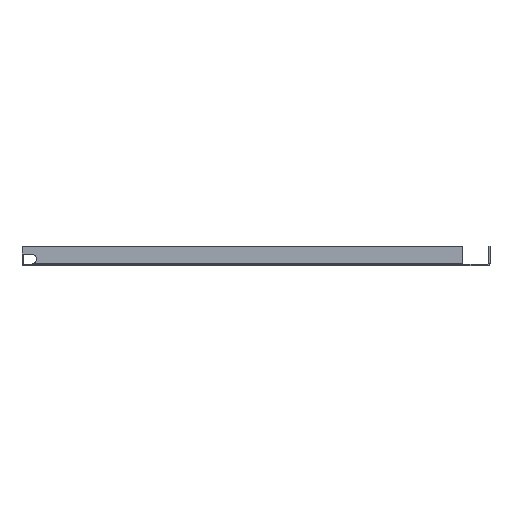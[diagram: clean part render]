
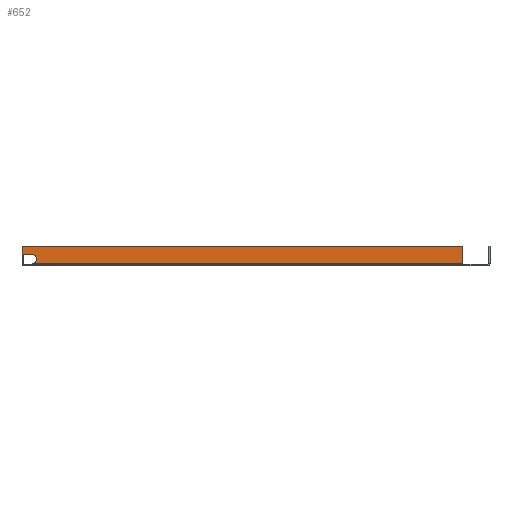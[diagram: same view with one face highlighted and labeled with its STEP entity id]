
A CAD part, left-side view. The second image highlights one B-rep face of the part: STEP entity #652.
In plain terms, the highlighted planar face has unit normal (-1, 0, 0).
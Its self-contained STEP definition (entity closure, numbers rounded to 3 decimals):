
#107 = CARTESIAN_POINT ( 'NONE',  ( -465.5, 283.536, 1. ) ) ;
#109 = CARTESIAN_POINT ( 'NONE',  ( -465.5, -266., 23. ) ) ;
#111 = CARTESIAN_POINT ( 'NONE',  ( -465.5, 299., 23. ) ) ;
#112 = CARTESIAN_POINT ( 'NONE',  ( -465.5, 299., 13. ) ) ;
#113 = CARTESIAN_POINT ( 'NONE',  ( -465.5, 287., 13. ) ) ;
#160 = CARTESIAN_POINT ( 'NONE',  ( -465.5, -266., 1. ) ) ;
#511 = DIRECTION ( 'NONE',  ( 0., 0., 1. ) ) ;
#512 = DIRECTION ( 'NONE',  ( -1., 0., 0. ) ) ;
#515 = PLANE ( 'NONE',  #1001 ) ;
#525 = CARTESIAN_POINT ( 'NONE',  ( -465.5, 287., 6.5 ) ) ;
#559 = EDGE_CURVE ( 'NONE', #1250, #1213, #1932, .T. ) ;
#561 = EDGE_CURVE ( 'NONE', #1245, #1250, #1925, .T. ) ;
#566 = EDGE_CURVE ( 'NONE', #1213, #1248, #1919, .T. ) ;
#567 = EDGE_CURVE ( 'NONE', #1248, #1247, #1915, .T. ) ;
#569 = EDGE_CURVE ( 'NONE', #1247, #1246, #1917, .T. ) ;
#571 = EDGE_CURVE ( 'NONE', #1246, #1245, #1911, .T. ) ;
#652 = ADVANCED_FACE ( 'NONE', ( #1818 ), #515, .T. ) ;
#717 = CARTESIAN_POINT ( 'NONE',  ( -465.5, 299., 6.5 ) ) ;
#735 = CARTESIAN_POINT ( 'NONE',  ( -465.5, 287., 13. ) ) ;
#741 = DIRECTION ( 'NONE',  ( 0., 0., -1. ) ) ;
#743 = DIRECTION ( 'NONE',  ( 0., -1., 0. ) ) ;
#746 = DIRECTION ( 'NONE',  ( 0., 1., 0. ) ) ;
#747 = CARTESIAN_POINT ( 'NONE',  ( -465.5, 287., 23. ) ) ;
#880 = DIRECTION ( 'NONE',  ( 0., 0., 1. ) ) ;
#897 = AXIS2_PLACEMENT_3D ( 'NONE', #1559, #1558, #1557 ) ;
#1001 = AXIS2_PLACEMENT_3D ( 'NONE', #525, #512, #511 ) ;
#1123 = EDGE_LOOP ( 'NONE', ( #1376, #1351, #1347, #1361, #1344, #1349 ) ) ;
#1213 = VERTEX_POINT ( 'NONE', #160 ) ;
#1245 = VERTEX_POINT ( 'NONE', #113 ) ;
#1246 = VERTEX_POINT ( 'NONE', #112 ) ;
#1247 = VERTEX_POINT ( 'NONE', #111 ) ;
#1248 = VERTEX_POINT ( 'NONE', #109 ) ;
#1250 = VERTEX_POINT ( 'NONE', #107 ) ;
#1344 = ORIENTED_EDGE ( 'NONE', *, *, #569, .T. ) ;
#1347 = ORIENTED_EDGE ( 'NONE', *, *, #566, .T. ) ;
#1349 = ORIENTED_EDGE ( 'NONE', *, *, #571, .T. ) ;
#1351 = ORIENTED_EDGE ( 'NONE', *, *, #559, .T. ) ;
#1361 = ORIENTED_EDGE ( 'NONE', *, *, #567, .T. ) ;
#1376 = ORIENTED_EDGE ( 'NONE', *, *, #561, .T. ) ;
#1556 = CARTESIAN_POINT ( 'NONE',  ( -465.5, -266., 6.5 ) ) ;
#1557 = DIRECTION ( 'NONE',  ( 0., 0., 1. ) ) ;
#1558 = DIRECTION ( 'NONE',  ( 1., 0., 0. ) ) ;
#1559 = CARTESIAN_POINT ( 'NONE',  ( -465.5, 287., 6.5 ) ) ;
#1569 = CARTESIAN_POINT ( 'NONE',  ( -465.5, 287., 1. ) ) ;
#1573 = DIRECTION ( 'NONE',  ( 0., -1., 0. ) ) ;
#1818 = FACE_OUTER_BOUND ( 'NONE', #1123, .T. ) ;
#1911 = LINE ( 'NONE', #735, #1944 ) ;
#1914 = VECTOR ( 'NONE', #746, 1000. ) ;
#1915 = LINE ( 'NONE', #747, #1914 ) ;
#1916 = VECTOR ( 'NONE', #880, 1000. ) ;
#1917 = LINE ( 'NONE', #717, #1941 ) ;
#1919 = LINE ( 'NONE', #1556, #1916 ) ;
#1925 = CIRCLE ( 'NONE', #897, 6.5 ) ;
#1926 = VECTOR ( 'NONE', #1573, 1000. ) ;
#1932 = LINE ( 'NONE', #1569, #1926 ) ;
#1941 = VECTOR ( 'NONE', #741, 1000. ) ;
#1944 = VECTOR ( 'NONE', #743, 1000. ) ;
